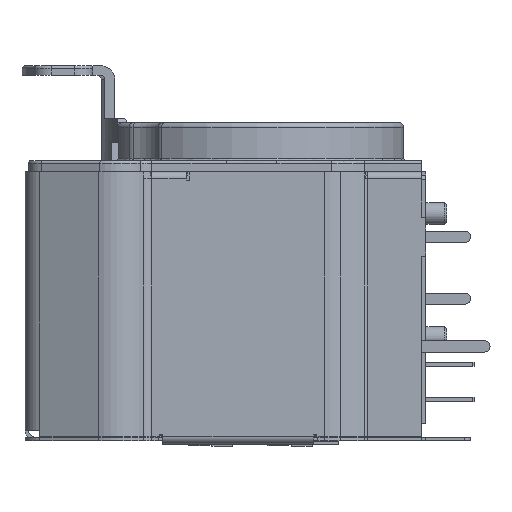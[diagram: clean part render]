
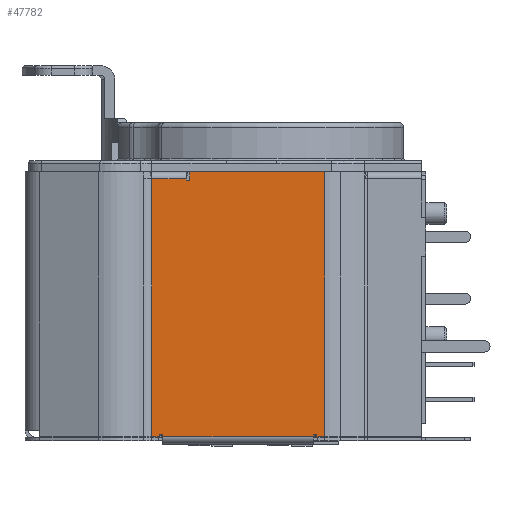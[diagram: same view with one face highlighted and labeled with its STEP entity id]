
A CAD part, left-side view. The second image highlights one B-rep face of the part: STEP entity #47782.
In plain terms, the highlighted planar face has unit normal (-1, 0, 0).
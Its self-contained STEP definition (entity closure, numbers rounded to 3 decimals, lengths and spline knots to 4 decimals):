
#3757=FACE_OUTER_BOUND('',#6272,.T.);
#6272=EDGE_LOOP('',(#36638,#36639,#36640,#36641,#36642,#36643,#36644,#36645,
#36646,#36647,#36648,#36649,#36650,#36651,#36652,#36653));
#10395=LINE('',#74560,#15626);
#10442=LINE('',#74682,#15673);
#10445=LINE('',#74689,#15676);
#10449=LINE('',#74696,#15680);
#10451=LINE('',#74700,#15682);
#10452=LINE('',#74702,#15683);
#10453=LINE('',#74704,#15684);
#10454=LINE('',#74706,#15685);
#10455=LINE('',#74708,#15686);
#10456=LINE('',#74710,#15687);
#10457=LINE('',#74712,#15688);
#10458=LINE('',#74714,#15689);
#10459=LINE('',#74716,#15690);
#10460=LINE('',#74718,#15691);
#10461=LINE('',#74720,#15692);
#10462=LINE('',#74721,#15693);
#15626=VECTOR('',#58963,0.0339);
#15673=VECTOR('',#59054,0.3937);
#15676=VECTOR('',#59059,0.3937);
#15680=VECTOR('',#59065,0.3937);
#15682=VECTOR('',#59069,0.3937);
#15683=VECTOR('',#59070,0.3937);
#15684=VECTOR('',#59071,0.3937);
#15685=VECTOR('',#59072,0.0339);
#15686=VECTOR('',#59073,0.3937);
#15687=VECTOR('',#59074,0.0339);
#15688=VECTOR('',#59075,0.3937);
#15689=VECTOR('',#59076,0.3937);
#15690=VECTOR('',#59077,0.3937);
#15691=VECTOR('',#59078,0.3937);
#15692=VECTOR('',#59079,0.3937);
#15693=VECTOR('',#59080,0.0339);
#20469=VERTEX_POINT('',#74557);
#20470=VERTEX_POINT('',#74559);
#20523=VERTEX_POINT('',#74681);
#20525=VERTEX_POINT('',#74687);
#20526=VERTEX_POINT('',#74688);
#20529=VERTEX_POINT('',#74699);
#20530=VERTEX_POINT('',#74701);
#20531=VERTEX_POINT('',#74703);
#20532=VERTEX_POINT('',#74705);
#20533=VERTEX_POINT('',#74707);
#20534=VERTEX_POINT('',#74709);
#20535=VERTEX_POINT('',#74711);
#20536=VERTEX_POINT('',#74713);
#20537=VERTEX_POINT('',#74715);
#20538=VERTEX_POINT('',#74717);
#20539=VERTEX_POINT('',#74719);
#26122=EDGE_CURVE('',#20469,#20470,#10395,.T.);
#26184=EDGE_CURVE('',#20523,#20470,#10442,.T.);
#26187=EDGE_CURVE('',#20525,#20526,#10445,.T.);
#26191=EDGE_CURVE('',#20526,#20523,#10449,.T.);
#26193=EDGE_CURVE('',#20469,#20529,#10451,.T.);
#26194=EDGE_CURVE('',#20529,#20530,#10452,.T.);
#26195=EDGE_CURVE('',#20530,#20531,#10453,.T.);
#26196=EDGE_CURVE('',#20532,#20531,#10454,.T.);
#26197=EDGE_CURVE('',#20533,#20532,#10455,.T.);
#26198=EDGE_CURVE('',#20533,#20534,#10456,.T.);
#26199=EDGE_CURVE('',#20534,#20535,#10457,.T.);
#26200=EDGE_CURVE('',#20535,#20536,#10458,.T.);
#26201=EDGE_CURVE('',#20536,#20537,#10459,.T.);
#26202=EDGE_CURVE('',#20537,#20538,#10460,.T.);
#26203=EDGE_CURVE('',#20538,#20539,#10461,.T.);
#26204=EDGE_CURVE('',#20525,#20539,#10462,.T.);
#36638=ORIENTED_EDGE('',*,*,#26187,.T.);
#36639=ORIENTED_EDGE('',*,*,#26191,.T.);
#36640=ORIENTED_EDGE('',*,*,#26184,.T.);
#36641=ORIENTED_EDGE('',*,*,#26122,.F.);
#36642=ORIENTED_EDGE('',*,*,#26193,.T.);
#36643=ORIENTED_EDGE('',*,*,#26194,.T.);
#36644=ORIENTED_EDGE('',*,*,#26195,.T.);
#36645=ORIENTED_EDGE('',*,*,#26196,.F.);
#36646=ORIENTED_EDGE('',*,*,#26197,.F.);
#36647=ORIENTED_EDGE('',*,*,#26198,.T.);
#36648=ORIENTED_EDGE('',*,*,#26199,.T.);
#36649=ORIENTED_EDGE('',*,*,#26200,.T.);
#36650=ORIENTED_EDGE('',*,*,#26201,.T.);
#36651=ORIENTED_EDGE('',*,*,#26202,.T.);
#36652=ORIENTED_EDGE('',*,*,#26203,.T.);
#36653=ORIENTED_EDGE('',*,*,#26204,.F.);
#43210=PLANE('',#50793);
#47782=ADVANCED_FACE('',(#3757),#43210,.T.);
#50793=AXIS2_PLACEMENT_3D('',#74698,#59067,#59068);
#58963=DIRECTION('',(0.,1.,0.));
#59054=DIRECTION('',(0.,0.,-1.));
#59059=DIRECTION('',(0.,0.,1.));
#59065=DIRECTION('',(0.,-1.,0.));
#59067=DIRECTION('center_axis',(-1.,0.,0.));
#59068=DIRECTION('ref_axis',(0.,0.,
-1.));
#59069=DIRECTION('',(0.,0.,1.));
#59070=DIRECTION('',(0.,-1.,0.));
#59071=DIRECTION('',(0.,0.,-1.));
#59072=DIRECTION('',(0.,1.,0.));
#59073=DIRECTION('',(0.,0.,-1.));
#59074=DIRECTION('',(0.,1.,0.));
#59075=DIRECTION('',(0.,0.,-1.));
#59076=DIRECTION('',(0.,1.,0.));
#59077=DIRECTION('',(0.,0.,1.));
#59078=DIRECTION('',(0.,1.,0.));
#59079=DIRECTION('',(0.,0.,-1.));
#59080=DIRECTION('',(0.,1.,0.));
#74557=CARTESIAN_POINT('',(-0.4469,-0.1747,-0.7795));
#74559=CARTESIAN_POINT('',(-0.4469,0.2511,-0.7795));
#74560=CARTESIAN_POINT('',(-0.4469,2.4632,-0.7795));
#74681=CARTESIAN_POINT('',(-0.4469,0.2511,-0.7746));
#74682=CARTESIAN_POINT('',(-0.4469,0.2511,-0.5901));
#74687=CARTESIAN_POINT('',(-0.4469,0.2609,-0.7795));
#74688=CARTESIAN_POINT('',(-0.4469,0.2609,-0.7746));
#74689=CARTESIAN_POINT('',(-0.4469,0.2609,-0.5925));
#74696=CARTESIAN_POINT('',(-0.4469,0.665,-0.7746));
#74698=CARTESIAN_POINT('Origin',(-0.4469,1.0691,-0.4055));
#74699=CARTESIAN_POINT('',(-0.4469,-0.1747,-0.7746));
#74700=CARTESIAN_POINT('',(-0.4469,-0.1747,-0.5925));
#74701=CARTESIAN_POINT('',(-0.4469,-0.1846,-0.7746));
#74702=CARTESIAN_POINT('',(-0.4469,0.4472,-0.7746));
#74703=CARTESIAN_POINT('',(-0.4469,-0.1846,-0.7795));
#74704=CARTESIAN_POINT('',(-0.4469,-0.1846,-0.5901));
#74705=CARTESIAN_POINT('',(-0.4469,-0.2062,-0.7795));
#74706=CARTESIAN_POINT('',(-0.4469,2.4632,-0.7795));
#74707=CARTESIAN_POINT('',(-0.4469,-0.2062,-0.0315));
#74708=CARTESIAN_POINT('',(-0.4469,-0.2062,-0.4055));
#74709=CARTESIAN_POINT('',(-0.4469,0.1743,-0.0315));
#74710=CARTESIAN_POINT('',(-0.4469,2.4632,-0.0315));
#74711=CARTESIAN_POINT('',(-0.4469,0.1743,-0.0561));
#74712=CARTESIAN_POINT('',(-0.4469,0.1743,-0.2308));
#74713=CARTESIAN_POINT('',(-0.4469,0.1842,-0.0561));
#74714=CARTESIAN_POINT('',(-0.4469,0.6266,-0.0561));
#74715=CARTESIAN_POINT('',(-0.4469,0.1842,-0.0512));
#74716=CARTESIAN_POINT('',(-0.4469,0.1842,-0.2185));
#74717=CARTESIAN_POINT('',(-0.4469,0.2826,-0.0512));
#74718=CARTESIAN_POINT('',(-0.4469,0.6758,-0.0512));
#74719=CARTESIAN_POINT('',(-0.4469,0.2826,-0.7795));
#74720=CARTESIAN_POINT('',(-0.4469,0.2826,-0.4055));
#74721=CARTESIAN_POINT('',(-0.4469,2.4632,-0.7795));
